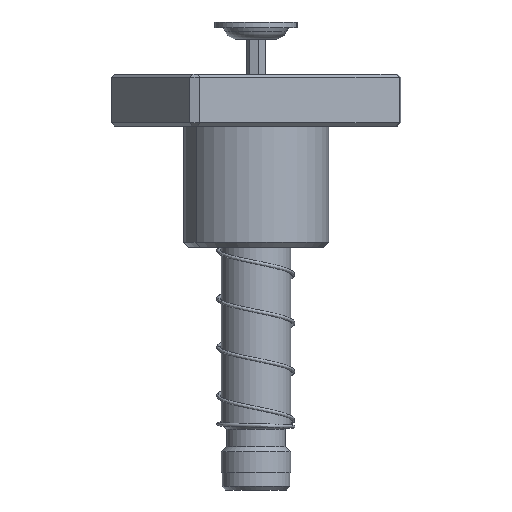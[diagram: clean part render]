
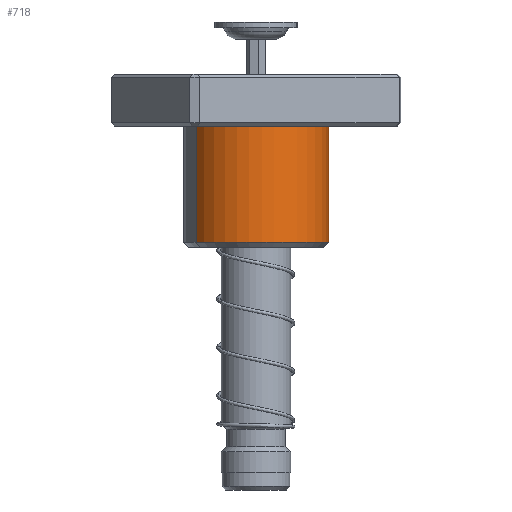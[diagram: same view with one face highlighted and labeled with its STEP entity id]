
A CAD part, front view. The second image highlights one B-rep face of the part: STEP entity #718.
In plain terms, the highlighted cylindrical face has radius 21 mm (diameter 42 mm), a partial arc.
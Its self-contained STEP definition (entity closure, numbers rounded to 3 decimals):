
#718 = ADVANCED_FACE ( 'NONE', ( #15541 ), #3244, .T. ) ;
#798 = CARTESIAN_POINT ( 'NONE',  ( -21., 0., 48.5 ) ) ;
#3244 = CYLINDRICAL_SURFACE ( 'NONE', #9201, 21. ) ;
#3561 = DIRECTION ( 'NONE',  ( 1., 0., 0. ) ) ;
#3864 = EDGE_CURVE ( 'NONE', #11040, #21258, #15480, .T. ) ;
#4399 = EDGE_CURVE ( 'NONE', #11040, #19711, #31803, .T. ) ;
#5990 = ORIENTED_EDGE ( 'NONE', *, *, #23790, .T. ) ;
#6629 = DIRECTION ( 'NONE',  ( 0., 0., -1. ) ) ;
#7783 = DIRECTION ( 'NONE',  ( 0., 0., -1. ) ) ;
#8385 = DIRECTION ( 'NONE',  ( 1., 0., 0. ) ) ;
#8855 = ORIENTED_EDGE ( 'NONE', *, *, #3864, .T. ) ;
#8996 = CARTESIAN_POINT ( 'NONE',  ( 0., -21., 15. ) ) ;
#9201 = AXIS2_PLACEMENT_3D ( 'NONE', #11270, #28174, #16565 ) ;
#11040 = VERTEX_POINT ( 'NONE', #13909 ) ;
#11270 = CARTESIAN_POINT ( 'NONE',  ( 0., 0., 50. ) ) ;
#12110 = DIRECTION ( 'NONE',  ( 0., 0., -1. ) ) ;
#12125 = ORIENTED_EDGE ( 'NONE', *, *, #25305, .T. ) ;
#12746 = EDGE_CURVE ( 'NONE', #21258, #31725, #23632, .T. ) ;
#12947 = VERTEX_POINT ( 'NONE', #8996 ) ;
#13463 = CARTESIAN_POINT ( 'NONE',  ( 0., 0., 15. ) ) ;
#13480 = VECTOR ( 'NONE', #7783, 1000. ) ;
#13909 = CARTESIAN_POINT ( 'NONE',  ( 21., 0., 48.5 ) ) ;
#14855 = ORIENTED_EDGE ( 'NONE', *, *, #4399, .F. ) ;
#14970 = DIRECTION ( 'NONE',  ( 0., 0., 1. ) ) ;
#15480 = CIRCLE ( 'NONE', #31671, 21. ) ;
#15541 = FACE_OUTER_BOUND ( 'NONE', #36302, .T. ) ;
#16519 = DIRECTION ( 'NONE',  ( 0., 0., 1. ) ) ;
#16565 = DIRECTION ( 'NONE',  ( -1., 0., 0. ) ) ;
#18187 = CARTESIAN_POINT ( 'NONE',  ( -21., 0., 15. ) ) ;
#19242 = AXIS2_PLACEMENT_3D ( 'NONE', #26319, #14970, #3561 ) ;
#19711 = VERTEX_POINT ( 'NONE', #32794 ) ;
#19899 = VECTOR ( 'NONE', #12110, 1000. ) ;
#20776 = DIRECTION ( 'NONE',  ( 1., 0., 0. ) ) ;
#20960 = CARTESIAN_POINT ( 'NONE',  ( 21., 0., 50. ) ) ;
#21258 = VERTEX_POINT ( 'NONE', #798 ) ;
#23632 = LINE ( 'NONE', #23693, #13480 ) ;
#23693 = CARTESIAN_POINT ( 'NONE',  ( -21., 0., 50. ) ) ;
#23790 = EDGE_CURVE ( 'NONE', #31725, #12947, #28330, .T. ) ;
#25305 = EDGE_CURVE ( 'NONE', #12947, #19711, #33124, .T. ) ;
#25642 = AXIS2_PLACEMENT_3D ( 'NONE', #13463, #16519, #8385 ) ;
#26319 = CARTESIAN_POINT ( 'NONE',  ( 0., 0., 15. ) ) ;
#28174 = DIRECTION ( 'NONE',  ( 0., 0., -1. ) ) ;
#28330 = CIRCLE ( 'NONE', #25642, 21. ) ;
#31671 = AXIS2_PLACEMENT_3D ( 'NONE', #34855, #6629, #20776 ) ;
#31725 = VERTEX_POINT ( 'NONE', #18187 ) ;
#31803 = LINE ( 'NONE', #20960, #19899 ) ;
#32794 = CARTESIAN_POINT ( 'NONE',  ( 21., 0., 15. ) ) ;
#33124 = CIRCLE ( 'NONE', #19242, 21. ) ;
#34855 = CARTESIAN_POINT ( 'NONE',  ( 0., 0., 48.5 ) ) ;
#35610 = ORIENTED_EDGE ( 'NONE', *, *, #12746, .T. ) ;
#36302 = EDGE_LOOP ( 'NONE', ( #14855, #8855, #35610, #5990, #12125 ) ) ;
